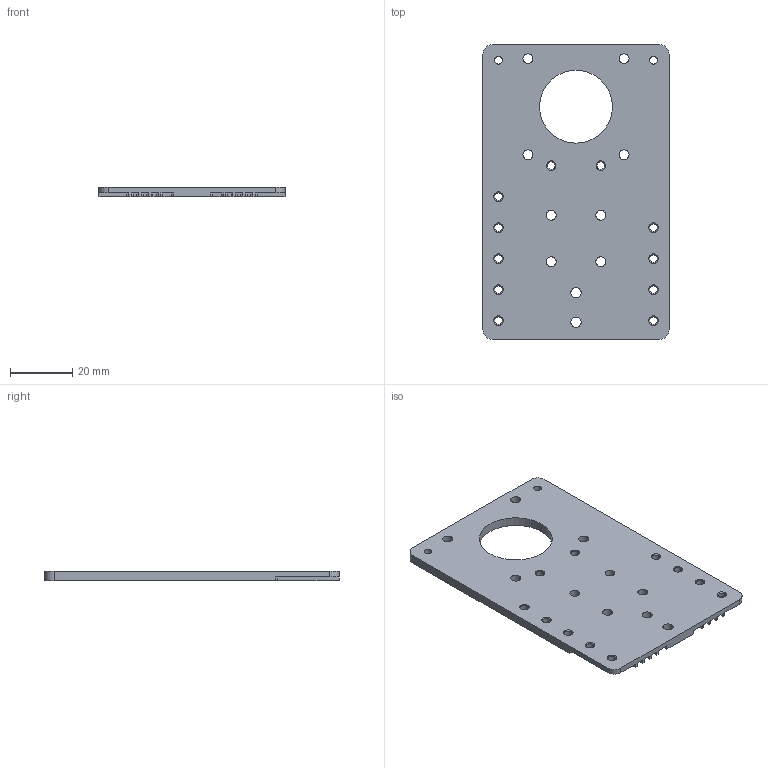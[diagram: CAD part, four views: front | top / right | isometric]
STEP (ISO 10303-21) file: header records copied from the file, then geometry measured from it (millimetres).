
FILE_DESCRIPTION (( 'STEP AP203' ), '1' );
FILE_NAME ('泂蚾芛掖啣.STEP', '2025-01-02T02:09:26', ( '' ), ( '' ), 'SwSTEP 2.0', 'SolidWorks 2024', '' );
FILE_SCHEMA (( 'CONFIG_CONTROL_DESIGN' ));
Length unit declared in the file: millimetre
Products named in the file (1): 贴装头背板
Bounding box: 60 x 95 x 3 mm (x, y, z)
Volume: 14340.6 mm3; surface area: 12306.4 mm2
Topology: 1 solids, 1 shells, 144 faces, 396 edges, 254 vertices
Faces by surface type: cylinder 70, plane 44, cone 30
Entity records: 4783 total; most frequent: DIRECTION 856, CARTESIAN_POINT 795, ORIENTED_EDGE 792, EDGE_CURVE 396, AXIS2_PLACEMENT_3D 315, VERTEX_POINT 254, VECTOR 226, LINE 226
